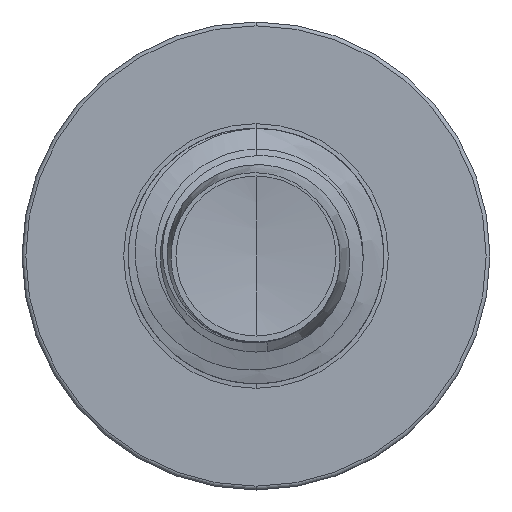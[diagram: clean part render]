
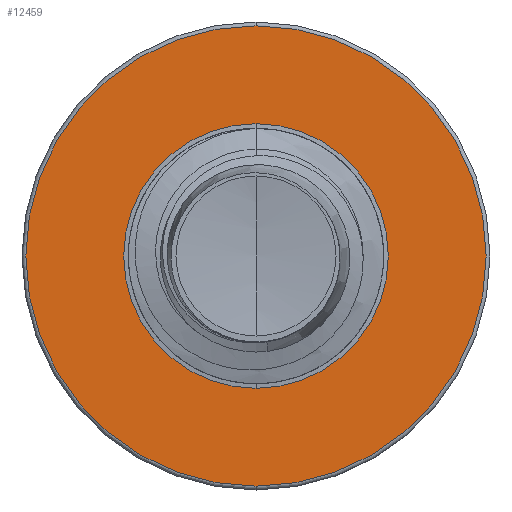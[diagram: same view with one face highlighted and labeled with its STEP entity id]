
A CAD part, front view. The second image highlights one B-rep face of the part: STEP entity #12459.
In plain terms, the highlighted planar face has unit normal (0, -1, 0).
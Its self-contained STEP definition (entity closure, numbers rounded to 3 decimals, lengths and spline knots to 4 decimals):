
#712 = CIRCLE ( 'NONE', #17970, 0.9332 ) ;
#1298 = DIRECTION ( 'NONE',  ( 0., 0., 1. ) ) ;
#2788 = DIRECTION ( 'NONE',  ( 0., 1., 0. ) ) ;
#4479 = CARTESIAN_POINT ( 'NONE',  ( 0., 10., -1.623 ) ) ;
#4930 = DIRECTION ( 'NONE',  ( 0., 1., 0. ) ) ;
#5384 = CARTESIAN_POINT ( 'NONE',  ( 0., 10., -0.9332 ) ) ;
#6945 = EDGE_CURVE ( 'NONE', #26201, #15799, #14863, .T. ) ;
#7107 = AXIS2_PLACEMENT_3D ( 'NONE', #12449, #29226, #15013 ) ;
#7412 = EDGE_CURVE ( 'NONE', #15799, #26201, #18682, .T. ) ;
#8764 = DIRECTION ( 'NONE',  ( 0., 1., 0. ) ) ;
#9695 = CIRCLE ( 'NONE', #25735, 0.9332 ) ;
#12093 = FACE_BOUND ( 'NONE', #26598, .T. ) ;
#12267 = AXIS2_PLACEMENT_3D ( 'NONE', #5384, #2788, #20913 ) ;
#12449 = CARTESIAN_POINT ( 'NONE',  ( 0., 10., 0. ) ) ;
#12459 = ADVANCED_FACE ( 'NONE', ( #14749, #12093 ), #32683, .F. ) ;
#13856 = CARTESIAN_POINT ( 'NONE',  ( 0., 10., 0.9332 ) ) ;
#14749 = FACE_OUTER_BOUND ( 'NONE', #20001, .T. ) ;
#14863 = CIRCLE ( 'NONE', #30799, 1.623 ) ;
#15013 = DIRECTION ( 'NONE',  ( 0., 0., 1. ) ) ;
#15395 = CARTESIAN_POINT ( 'NONE',  ( 0., 10., -0.9332 ) ) ;
#15799 = VERTEX_POINT ( 'NONE', #4479 ) ;
#17171 = DIRECTION ( 'NONE',  ( 0., 1., 0. ) ) ;
#17359 = EDGE_CURVE ( 'NONE', #18984, #18606, #9695, .T. ) ;
#17970 = AXIS2_PLACEMENT_3D ( 'NONE', #23755, #8764, #26047 ) ;
#18160 = ORIENTED_EDGE ( 'NONE', *, *, #6945, .F. ) ;
#18606 = VERTEX_POINT ( 'NONE', #15395 ) ;
#18682 = CIRCLE ( 'NONE', #7107, 1.623 ) ;
#18984 = VERTEX_POINT ( 'NONE', #13856 ) ;
#20001 = EDGE_LOOP ( 'NONE', ( #18160, #29901 ) ) ;
#20376 = CARTESIAN_POINT ( 'NONE',  ( 0., 10., 0. ) ) ;
#20913 = DIRECTION ( 'NONE',  ( 0., 0., 1. ) ) ;
#22798 = DIRECTION ( 'NONE',  ( 0., 0., 1. ) ) ;
#23755 = CARTESIAN_POINT ( 'NONE',  ( 0., 10., 0. ) ) ;
#24523 = EDGE_CURVE ( 'NONE', #18606, #18984, #712, .T. ) ;
#25092 = CARTESIAN_POINT ( 'NONE',  ( 0., 10., 1.623 ) ) ;
#25735 = AXIS2_PLACEMENT_3D ( 'NONE', #20376, #4930, #22798 ) ;
#26047 = DIRECTION ( 'NONE',  ( 0., 0., 1. ) ) ;
#26176 = ORIENTED_EDGE ( 'NONE', *, *, #17359, .T. ) ;
#26201 = VERTEX_POINT ( 'NONE', #25092 ) ;
#26598 = EDGE_LOOP ( 'NONE', ( #26176, #32255 ) ) ;
#29226 = DIRECTION ( 'NONE',  ( 0., 1., 0. ) ) ;
#29901 = ORIENTED_EDGE ( 'NONE', *, *, #7412, .F. ) ;
#30799 = AXIS2_PLACEMENT_3D ( 'NONE', #31404, #17171, #1298 ) ;
#31404 = CARTESIAN_POINT ( 'NONE',  ( 0., 10., 0. ) ) ;
#32255 = ORIENTED_EDGE ( 'NONE', *, *, #24523, .T. ) ;
#32683 = PLANE ( 'NONE',  #12267 ) ;
